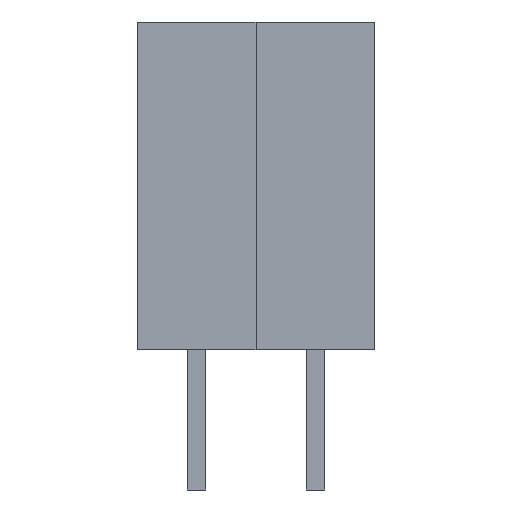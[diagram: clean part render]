
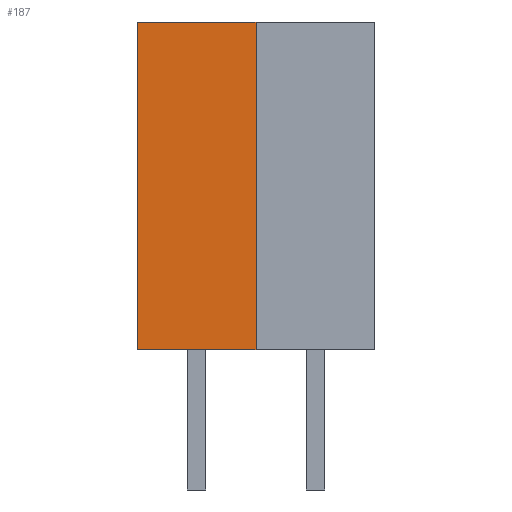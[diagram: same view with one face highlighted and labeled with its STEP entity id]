
A CAD part, front view. The second image highlights one B-rep face of the part: STEP entity #187.
In plain terms, the highlighted planar face has unit normal (0, -1, 0).
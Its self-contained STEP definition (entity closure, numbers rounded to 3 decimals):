
#13=DIRECTION('',(0.,0.,1.));
#14=DIRECTION('',(1.,0.,0.));
#163=EDGE_CURVE('',#164,#166,#168,.T.);
#164=VERTEX_POINT('',#165);
#165=CARTESIAN_POINT('',(-1.27,-1.271,0.));
#166=VERTEX_POINT('',#167);
#167=CARTESIAN_POINT('',(-1.27,-1.271,7.));
#168=LINE('',#165,#169);
#169=VECTOR('',#13,1.);
#176=DIRECTION('',(0.,1.,0.));
#187=ADVANCED_FACE('',(#188),#205,.F.);
#188=FACE_BOUND('',#189,.F.);
#189=EDGE_LOOP('',(#190,#196,#197,#202));
#190=ORIENTED_EDGE('',*,*,#191,.F.);
#191=EDGE_CURVE('',#164,#192,#194,.T.);
#192=VERTEX_POINT('',#193);
#193=CARTESIAN_POINT('',(1.27,-1.271,0.));
#194=LINE('',#165,#195);
#195=VECTOR('',#14,1.);
#196=ORIENTED_EDGE('',*,*,#163,.T.);
#197=ORIENTED_EDGE('',*,*,#198,.T.);
#198=EDGE_CURVE('',#166,#199,#201,.T.);
#199=VERTEX_POINT('',#200);
#200=CARTESIAN_POINT('',(1.27,-1.271,7.));
#201=LINE('',#167,#195);
#202=ORIENTED_EDGE('',*,*,#203,.F.);
#203=EDGE_CURVE('',#192,#199,#204,.T.);
#204=LINE('',#193,#169);
#205=PLANE('',#206);
#206=AXIS2_PLACEMENT_3D('',#165,#176,#13);
